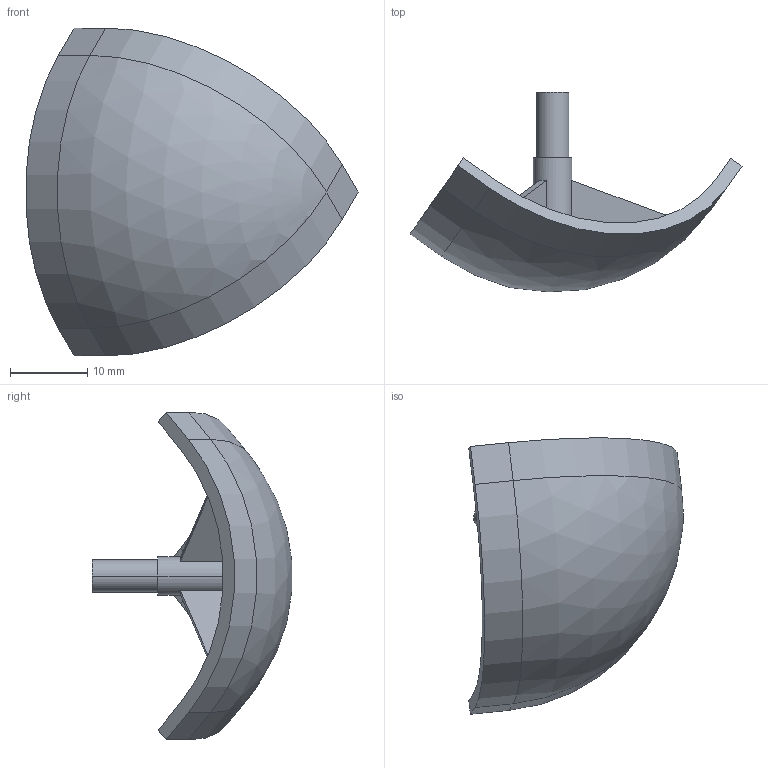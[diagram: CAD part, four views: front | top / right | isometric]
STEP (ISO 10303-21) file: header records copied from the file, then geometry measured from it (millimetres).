
FILE_DESCRIPTION((''),'2;1');
FILE_NAME('11113_POKROV_VOG_30X30_R_PA_CRN','2022-09-16T13:43:00',('PredragRovcanin'),('Audax d.o.o.'),'CREO PARAMETRIC BY PTC INC, 2020281','CREO PARAMETRIC BY PTC INC, 2020281','');
FILE_SCHEMA(('AUTOMOTIVE_DESIGN { 1 0 10303 214 1 1 1 1 }'));
Length unit declared in the file: millimetre
Products named in the file (1): 11113_POKROV_VOG_30X30_R_PA_CRN
Bounding box: 42.96 x 25.81 x 42.43 mm (x, y, z)
Volume: 3542.2 mm3; surface area: 4326 mm2
Topology: 1 solids, 1 shells, 32 faces, 83 edges, 56 vertices
Faces by surface type: plane 20, cylinder 10, sphere 2
Entity records: 1823 total; most frequent: COLOUR_RGB 321, DIRECTION 190, CARTESIAN_POINT 179, ORIENTED_EDGE 156, PRESENTATION_STYLE_ASSIGNMENT 91, STYLED_ITEM 91, CURVE_STYLE 90, EDGE_CURVE 78
